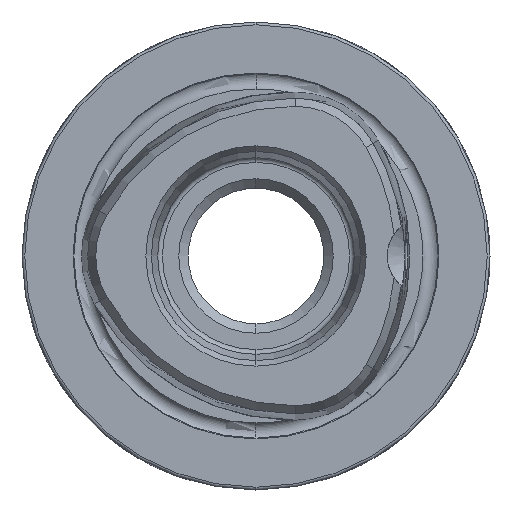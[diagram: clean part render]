
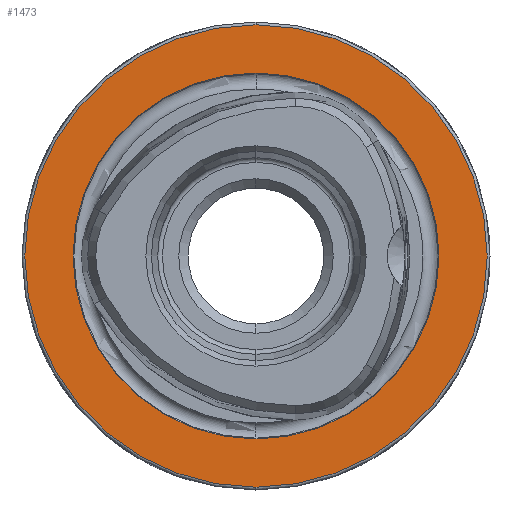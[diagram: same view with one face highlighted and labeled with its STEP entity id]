
A CAD part, left-side view. The second image highlights one B-rep face of the part: STEP entity #1473.
In plain terms, the highlighted planar face has unit normal (-1, 0, 0).
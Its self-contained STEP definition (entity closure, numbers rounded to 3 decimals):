
#391 = VERTEX_POINT ( 'NONE', #855 ) ;
#671 = EDGE_LOOP ( 'NONE', ( #4437, #2562 ) ) ;
#812 = CARTESIAN_POINT ( 'NONE',  ( 0., 19.55, 0. ) ) ;
#816 = CARTESIAN_POINT ( 'NONE',  ( 0., 0., -24.7 ) ) ;
#855 = CARTESIAN_POINT ( 'NONE',  ( 0., 0., -19.55 ) ) ;
#872 = DIRECTION ( 'NONE',  ( 0., 0., -1. ) ) ;
#1073 = DIRECTION ( 'NONE',  ( 0., 0., 1. ) ) ;
#1379 = AXIS2_PLACEMENT_3D ( 'NONE', #1787, #4149, #1073 ) ;
#1473 = ADVANCED_FACE ( 'NONE', ( #5212, #5119 ), #1509, .F. ) ;
#1509 = PLANE ( 'NONE',  #6407 ) ;
#1787 = CARTESIAN_POINT ( 'NONE',  ( 0., 0., 0. ) ) ;
#1891 = CIRCLE ( 'NONE', #5167, 24.7 ) ;
#2136 = DIRECTION ( 'NONE',  ( 1., 0., 0. ) ) ;
#2294 = VERTEX_POINT ( 'NONE', #6402 ) ;
#2357 = CIRCLE ( 'NONE', #7183, 19.55 ) ;
#2562 = ORIENTED_EDGE ( 'NONE', *, *, #4471, .F. ) ;
#2702 = DIRECTION ( 'NONE',  ( -1., 0., 0. ) ) ;
#2795 = EDGE_CURVE ( 'NONE', #7141, #391, #2357, .T. ) ;
#2860 = EDGE_CURVE ( 'NONE', #4238, #2294, #7672, .T. ) ;
#2879 = DIRECTION ( 'NONE',  ( 0., 0., 1. ) ) ;
#2952 = CARTESIAN_POINT ( 'NONE',  ( 0., 0., 19.55 ) ) ;
#3064 = EDGE_CURVE ( 'NONE', #2294, #4238, #1891, .T. ) ;
#3144 = AXIS2_PLACEMENT_3D ( 'NONE', #4640, #4662, #2879 ) ;
#4149 = DIRECTION ( 'NONE',  ( -1., 0., 0. ) ) ;
#4238 = VERTEX_POINT ( 'NONE', #816 ) ;
#4437 = ORIENTED_EDGE ( 'NONE', *, *, #2795, .F. ) ;
#4471 = EDGE_CURVE ( 'NONE', #391, #7141, #5406, .T. ) ;
#4603 = EDGE_LOOP ( 'NONE', ( #7048, #7328 ) ) ;
#4640 = CARTESIAN_POINT ( 'NONE',  ( 0., 0., 0. ) ) ;
#4662 = DIRECTION ( 'NONE',  ( -1., 0., 0. ) ) ;
#4725 = DIRECTION ( 'NONE',  ( 0., 0., 1. ) ) ;
#5119 = FACE_OUTER_BOUND ( 'NONE', #4603, .T. ) ;
#5167 = AXIS2_PLACEMENT_3D ( 'NONE', #6936, #2702, #6861 ) ;
#5212 = FACE_BOUND ( 'NONE', #671, .T. ) ;
#5237 = DIRECTION ( 'NONE',  ( -1., 0., 0. ) ) ;
#5406 = CIRCLE ( 'NONE', #3144, 19.55 ) ;
#6402 = CARTESIAN_POINT ( 'NONE',  ( 0., 0., 24.7 ) ) ;
#6407 = AXIS2_PLACEMENT_3D ( 'NONE', #812, #2136, #872 ) ;
#6442 = CARTESIAN_POINT ( 'NONE',  ( 0., 0., 0. ) ) ;
#6861 = DIRECTION ( 'NONE',  ( 0., 0., 1. ) ) ;
#6936 = CARTESIAN_POINT ( 'NONE',  ( 0., 0., 0. ) ) ;
#7048 = ORIENTED_EDGE ( 'NONE', *, *, #3064, .T. ) ;
#7141 = VERTEX_POINT ( 'NONE', #2952 ) ;
#7183 = AXIS2_PLACEMENT_3D ( 'NONE', #6442, #5237, #4725 ) ;
#7328 = ORIENTED_EDGE ( 'NONE', *, *, #2860, .T. ) ;
#7672 = CIRCLE ( 'NONE', #1379, 24.7 ) ;
